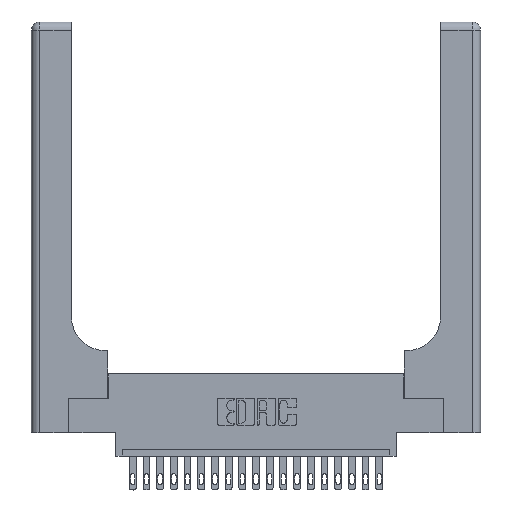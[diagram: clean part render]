
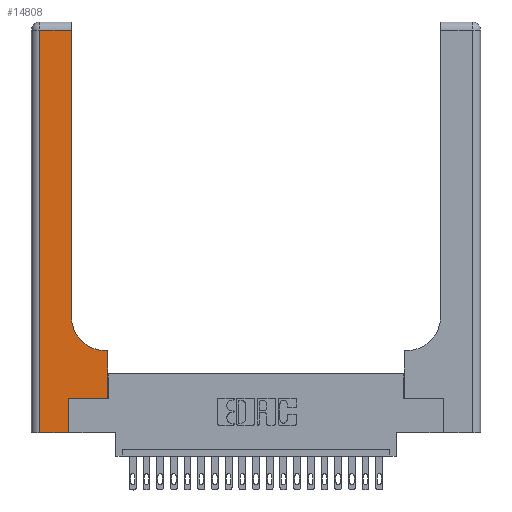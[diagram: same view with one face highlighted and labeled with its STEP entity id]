
A CAD part, top view. The second image highlights one B-rep face of the part: STEP entity #14808.
In plain terms, the highlighted planar face has unit normal (0, 0, 1).
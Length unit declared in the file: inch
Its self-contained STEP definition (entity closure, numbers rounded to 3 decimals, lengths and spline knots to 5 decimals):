
#206 = LINE ( 'NONE', #21097, #14151 ) ;
#307 = VECTOR ( 'NONE', #22504, 39.37008 ) ;
#484 = DIRECTION ( 'NONE',  ( 0., 0., -1. ) ) ;
#1508 = VERTEX_POINT ( 'NONE', #6680 ) ;
#1819 = EDGE_LOOP ( 'NONE', ( #3818, #6211, #20187, #12763, #10624, #3083, #12813, #12542, #18237 ) ) ;
#1965 = LINE ( 'NONE', #17425, #12055 ) ;
#2645 = CARTESIAN_POINT ( 'NONE',  ( 0.06, 0., 0.37 ) ) ;
#3083 = ORIENTED_EDGE ( 'NONE', *, *, #13344, .T. ) ;
#3380 = VERTEX_POINT ( 'NONE', #17552 ) ;
#3381 = PLANE ( 'NONE',  #7032 ) ;
#3454 = CARTESIAN_POINT ( 'NONE',  ( 0., 3., 0.37 ) ) ;
#3818 = ORIENTED_EDGE ( 'NONE', *, *, #18679, .T. ) ;
#3848 = DIRECTION ( 'NONE',  ( 0., 1., 0. ) ) ;
#4441 = VERTEX_POINT ( 'NONE', #17093 ) ;
#4986 = CARTESIAN_POINT ( 'NONE',  ( 0.269, 0.25, 0.37 ) ) ;
#5340 = FACE_OUTER_BOUND ( 'NONE', #1819, .T. ) ;
#5543 = DIRECTION ( 'NONE',  ( 0., -1., 0. ) ) ;
#5703 = CARTESIAN_POINT ( 'NONE',  ( 0.06, 2.94, 0.37 ) ) ;
#5980 = VECTOR ( 'NONE', #5543, 39.37008 ) ;
#6050 = EDGE_CURVE ( 'NONE', #11264, #16853, #10710, .T. ) ;
#6211 = ORIENTED_EDGE ( 'NONE', *, *, #6050, .T. ) ;
#6680 = CARTESIAN_POINT ( 'NONE',  ( 0.5585, 0.6, 0.37 ) ) ;
#6936 = DIRECTION ( 'NONE',  ( 0., 1., 0. ) ) ;
#7032 = AXIS2_PLACEMENT_3D ( 'NONE', #3454, #8634, #11976 ) ;
#7288 = LINE ( 'NONE', #17759, #5980 ) ;
#7427 = LINE ( 'NONE', #18372, #15641 ) ;
#7451 = DIRECTION ( 'NONE',  ( 1., 0., 0. ) ) ;
#8325 = CARTESIAN_POINT ( 'NONE',  ( 0.5415, 0.6, 0.37 ) ) ;
#8372 = LINE ( 'NONE', #18247, #10276 ) ;
#8448 = CARTESIAN_POINT ( 'NONE',  ( 0., 2.94, 0.37 ) ) ;
#8634 = DIRECTION ( 'NONE',  ( 0., 0., -1. ) ) ;
#10276 = VECTOR ( 'NONE', #12801, 39.37008 ) ;
#10624 = ORIENTED_EDGE ( 'NONE', *, *, #21626, .T. ) ;
#10710 = LINE ( 'NONE', #8448, #307 ) ;
#11264 = VERTEX_POINT ( 'NONE', #20378 ) ;
#11326 = VERTEX_POINT ( 'NONE', #4986 ) ;
#11976 = DIRECTION ( 'NONE',  ( -1., 0., 0. ) ) ;
#12055 = VECTOR ( 'NONE', #6936, 39.37008 ) ;
#12542 = ORIENTED_EDGE ( 'NONE', *, *, #19882, .T. ) ;
#12736 = CARTESIAN_POINT ( 'NONE',  ( 0.2915, 0.6, 0.37 ) ) ;
#12763 = ORIENTED_EDGE ( 'NONE', *, *, #15754, .T. ) ;
#12801 = DIRECTION ( 'NONE',  ( 1., 0., 0. ) ) ;
#12808 = DIRECTION ( 'NONE',  ( -1., 0., 0. ) ) ;
#12813 = ORIENTED_EDGE ( 'NONE', *, *, #21658, .T. ) ;
#12814 = LINE ( 'NONE', #12736, #16676 ) ;
#13344 = EDGE_CURVE ( 'NONE', #11326, #4441, #8372, .T. ) ;
#13697 = VERTEX_POINT ( 'NONE', #22586 ) ;
#13916 = VERTEX_POINT ( 'NONE', #2645 ) ;
#14151 = VECTOR ( 'NONE', #15980, 39.37008 ) ;
#14808 = ADVANCED_FACE ( 'NONE', ( #5340 ), #3381, .F. ) ;
#15641 = VECTOR ( 'NONE', #18660, 39.37008 ) ;
#15754 = EDGE_CURVE ( 'NONE', #13916, #3380, #7427, .T. ) ;
#15871 = CIRCLE ( 'NONE', #20589, 0.25 ) ;
#15980 = DIRECTION ( 'NONE',  ( 0., 1., 0. ) ) ;
#16676 = VECTOR ( 'NONE', #12808, 39.37008 ) ;
#16853 = VERTEX_POINT ( 'NONE', #5703 ) ;
#16991 = VERTEX_POINT ( 'NONE', #8325 ) ;
#17093 = CARTESIAN_POINT ( 'NONE',  ( 0.5585, 0.25, 0.37 ) ) ;
#17196 = LINE ( 'NONE', #19631, #22073 ) ;
#17425 = CARTESIAN_POINT ( 'NONE',  ( 0.2915, 3., 0.37 ) ) ;
#17552 = CARTESIAN_POINT ( 'NONE',  ( 0.269, 0., 0.37 ) ) ;
#17759 = CARTESIAN_POINT ( 'NONE',  ( 0.06, 3., 0.37 ) ) ;
#17934 = CARTESIAN_POINT ( 'NONE',  ( 0.5415, 0.85, 0.37 ) ) ;
#18237 = ORIENTED_EDGE ( 'NONE', *, *, #20464, .T. ) ;
#18247 = CARTESIAN_POINT ( 'NONE',  ( 0.269, 0.25, 0.37 ) ) ;
#18372 = CARTESIAN_POINT ( 'NONE',  ( 0., 0., 0.37 ) ) ;
#18660 = DIRECTION ( 'NONE',  ( 1., 0., 0. ) ) ;
#18679 = EDGE_CURVE ( 'NONE', #13697, #11264, #1965, .T. ) ;
#19631 = CARTESIAN_POINT ( 'NONE',  ( 0.269, 0., 0.37 ) ) ;
#19882 = EDGE_CURVE ( 'NONE', #1508, #16991, #12814, .T. ) ;
#20187 = ORIENTED_EDGE ( 'NONE', *, *, #22125, .T. ) ;
#20378 = CARTESIAN_POINT ( 'NONE',  ( 0.2915, 2.94, 0.37 ) ) ;
#20464 = EDGE_CURVE ( 'NONE', #16991, #13697, #15871, .T. ) ;
#20589 = AXIS2_PLACEMENT_3D ( 'NONE', #17934, #484, #7451 ) ;
#21097 = CARTESIAN_POINT ( 'NONE',  ( 0.5585, 0.25, 0.37 ) ) ;
#21626 = EDGE_CURVE ( 'NONE', #3380, #11326, #17196, .T. ) ;
#21658 = EDGE_CURVE ( 'NONE', #4441, #1508, #206, .T. ) ;
#22073 = VECTOR ( 'NONE', #3848, 39.37008 ) ;
#22125 = EDGE_CURVE ( 'NONE', #16853, #13916, #7288, .T. ) ;
#22504 = DIRECTION ( 'NONE',  ( -1., 0., 0. ) ) ;
#22586 = CARTESIAN_POINT ( 'NONE',  ( 0.2915, 0.85, 0.37 ) ) ;
